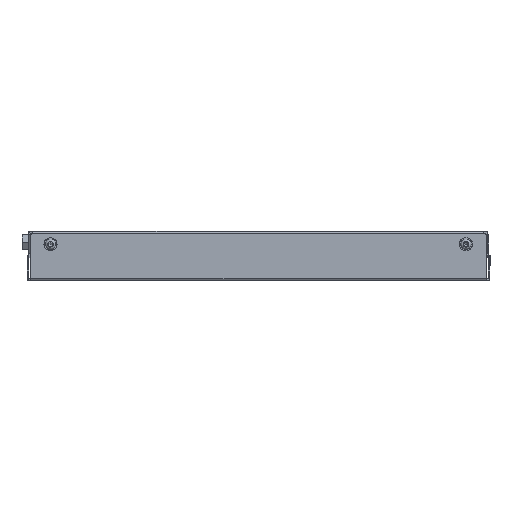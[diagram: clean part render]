
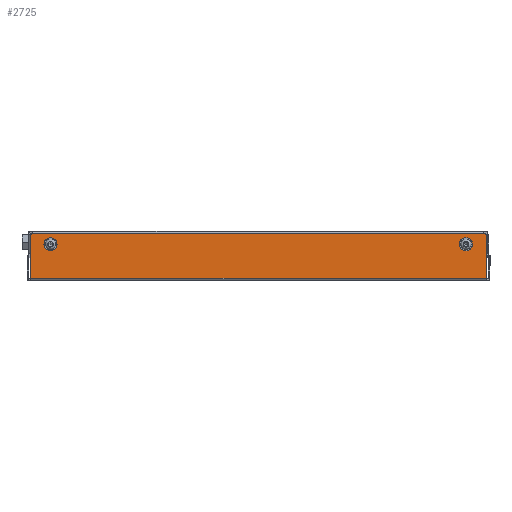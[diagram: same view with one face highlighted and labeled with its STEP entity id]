
A CAD part, top view. The second image highlights one B-rep face of the part: STEP entity #2725.
In plain terms, the highlighted planar face has unit normal (0, 0, 1).
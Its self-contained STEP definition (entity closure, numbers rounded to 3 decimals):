
#15 = VERTEX_POINT ( 'NONE', #7935 ) ;
#89 = ORIENTED_EDGE ( 'NONE', *, *, #3060, .T. ) ;
#115 = CARTESIAN_POINT ( 'NONE',  ( 190.25, -11., 2.45 ) ) ;
#746 = VERTEX_POINT ( 'NONE', #6632 ) ;
#771 = ORIENTED_EDGE ( 'NONE', *, *, #3054, .T. ) ;
#935 = ORIENTED_EDGE ( 'NONE', *, *, #3023, .T. ) ;
#1346 = VERTEX_POINT ( 'NONE', #16907 ) ;
#1611 = ORIENTED_EDGE ( 'NONE', *, *, #3021, .T. ) ;
#1739 = CIRCLE ( 'NONE', #19528, 1. ) ;
#2456 = VERTEX_POINT ( 'NONE', #8980 ) ;
#2696 = EDGE_CURVE ( 'NONE', #15321, #2456, #9529, .T. ) ;
#2719 = LINE ( 'NONE', #9079, #2917 ) ;
#2725 = ADVANCED_FACE ( 'NONE', ( #9000, #9063, #9040 ), #16439, .F. ) ;
#2917 = VECTOR ( 'NONE', #9053, 1000. ) ;
#2994 = EDGE_CURVE ( 'NONE', #19277, #1346, #5781, .T. ) ;
#3021 = EDGE_CURVE ( 'NONE', #1346, #10403, #5397, .T. ) ;
#3023 = EDGE_CURVE ( 'NONE', #10403, #21449, #4777, .T. ) ;
#3034 = VECTOR ( 'NONE', #9305, 1000. ) ;
#3043 = ORIENTED_EDGE ( 'NONE', *, *, #2994, .T. ) ;
#3054 = EDGE_CURVE ( 'NONE', #21449, #19277, #4826, .T. ) ;
#3060 = EDGE_CURVE ( 'NONE', #746, #21962, #4531, .T. ) ;
#3095 = EDGE_CURVE ( 'NONE', #21962, #10350, #4281, .T. ) ;
#3131 = EDGE_CURVE ( 'NONE', #10350, #15, #3848, .T. ) ;
#3162 = LINE ( 'NONE', #9355, #3034 ) ;
#3169 = EDGE_CURVE ( 'NONE', #15, #746, #3732, .T. ) ;
#3189 = EDGE_CURVE ( 'NONE', #2456, #7616, #3499, .T. ) ;
#3194 = EDGE_CURVE ( 'NONE', #7616, #6373, #3607, .T. ) ;
#3227 = EDGE_CURVE ( 'NONE', #6373, #9246, #3162, .T. ) ;
#3231 = EDGE_CURVE ( 'NONE', #4135, #9246, #2719, .T. ) ;
#3421 = ORIENTED_EDGE ( 'NONE', *, *, #3231, .F. ) ;
#3440 = VECTOR ( 'NONE', #10257, 1000. ) ;
#3499 = CIRCLE ( 'NONE', #6018, 1. ) ;
#3607 = LINE ( 'NONE', #10231, #3440 ) ;
#3709 = VECTOR ( 'NONE', #13133, 1000. ) ;
#3732 = CIRCLE ( 'NONE', #15887, 2. ) ;
#3848 = LINE ( 'NONE', #14235, #3709 ) ;
#4135 = VERTEX_POINT ( 'NONE', #22546 ) ;
#4255 = AXIS2_PLACEMENT_3D ( 'NONE', #16287, #16281, #16268 ) ;
#4281 = CIRCLE ( 'NONE', #17438, 2. ) ;
#4294 = ORIENTED_EDGE ( 'NONE', *, *, #3227, .T. ) ;
#4441 = VECTOR ( 'NONE', #15386, 1000. ) ;
#4531 = LINE ( 'NONE', #15077, #4441 ) ;
#4777 = LINE ( 'NONE', #16007, #5067 ) ;
#4826 = CIRCLE ( 'NONE', #19163, 2. ) ;
#5067 = VECTOR ( 'NONE', #15960, 1000. ) ;
#5182 = VECTOR ( 'NONE', #16990, 1000. ) ;
#5397 = CIRCLE ( 'NONE', #4255, 2. ) ;
#5781 = LINE ( 'NONE', #17139, #5182 ) ;
#6018 = AXIS2_PLACEMENT_3D ( 'NONE', #10095, #10007, #9974 ) ;
#6373 = VERTEX_POINT ( 'NONE', #23441 ) ;
#6632 = CARTESIAN_POINT ( 'NONE',  ( -40.35, 6.15, 2.45 ) ) ;
#7616 = VERTEX_POINT ( 'NONE', #16811 ) ;
#7788 = CARTESIAN_POINT ( 'NONE',  ( 181.6, 6.15, 2.45 ) ) ;
#7822 = ORIENTED_EDGE ( 'NONE', *, *, #3194, .T. ) ;
#7935 = CARTESIAN_POINT ( 'NONE',  ( -36.35, 6.15, 2.45 ) ) ;
#8980 = CARTESIAN_POINT ( 'NONE',  ( -47.65, 12.5, 2.45 ) ) ;
#9000 = FACE_BOUND ( 'NONE', #20876, .T. ) ;
#9040 = FACE_OUTER_BOUND ( 'NONE', #21086, .T. ) ;
#9053 = DIRECTION ( 'NONE',  ( 0., -1., 0. ) ) ;
#9063 = FACE_BOUND ( 'NONE', #15212, .T. ) ;
#9079 = CARTESIAN_POINT ( 'NONE',  ( 190.25, 8., 2.45 ) ) ;
#9246 = VERTEX_POINT ( 'NONE', #115 ) ;
#9305 = DIRECTION ( 'NONE',  ( 1., 0., 0. ) ) ;
#9355 = CARTESIAN_POINT ( 'NONE',  ( 122.45, -11., 2.45 ) ) ;
#9529 = LINE ( 'NONE', #22026, #9853 ) ;
#9853 = VECTOR ( 'NONE', #23061, 1000. ) ;
#9974 = DIRECTION ( 'NONE',  ( -1., 0., 0. ) ) ;
#10007 = DIRECTION ( 'NONE',  ( 0., 0., 1. ) ) ;
#10095 = CARTESIAN_POINT ( 'NONE',  ( -47.65, 11.5, 2.45 ) ) ;
#10231 = CARTESIAN_POINT ( 'NONE',  ( -48.65, 8., 2.45 ) ) ;
#10257 = DIRECTION ( 'NONE',  ( 0., -1., 0. ) ) ;
#10350 = VERTEX_POINT ( 'NONE', #21606 ) ;
#10403 = VERTEX_POINT ( 'NONE', #13907 ) ;
#10725 = DIRECTION ( 'NONE',  ( -1., 0., 0. ) ) ;
#10918 = DIRECTION ( 'NONE',  ( 0., 0., -1. ) ) ;
#11078 = CARTESIAN_POINT ( 'NONE',  ( -38.35, 6.15, 2.45 ) ) ;
#13133 = DIRECTION ( 'NONE',  ( 0., -1., 0. ) ) ;
#13590 = DIRECTION ( 'NONE',  ( -1., 0., 0. ) ) ;
#13800 = DIRECTION ( 'NONE',  ( 0., 0., -1. ) ) ;
#13827 = CARTESIAN_POINT ( 'NONE',  ( -38.35, 7.65, 2.45 ) ) ;
#13907 = CARTESIAN_POINT ( 'NONE',  ( 181.6, 7.65, 2.45 ) ) ;
#14235 = CARTESIAN_POINT ( 'NONE',  ( -36.35, 7.65, 2.45 ) ) ;
#14776 = DIRECTION ( 'NONE',  ( -1., 0., 0. ) ) ;
#14903 = DIRECTION ( 'NONE',  ( 0., 0., -1. ) ) ;
#14998 = CARTESIAN_POINT ( 'NONE',  ( 179.6, 6.15, 2.45 ) ) ;
#15077 = CARTESIAN_POINT ( 'NONE',  ( -40.35, 7.65, 2.45 ) ) ;
#15212 = EDGE_LOOP ( 'NONE', ( #89, #21913, #21366, #20357 ) ) ;
#15321 = VERTEX_POINT ( 'NONE', #22149 ) ;
#15386 = DIRECTION ( 'NONE',  ( 0., 1., 0. ) ) ;
#15674 = DIRECTION ( 'NONE',  ( -1., 0., 0. ) ) ;
#15752 = DIRECTION ( 'NONE',  ( 0., 0., 1. ) ) ;
#15781 = CARTESIAN_POINT ( 'NONE',  ( 189.25, 11.5, 2.45 ) ) ;
#15786 = DIRECTION ( 'NONE',  ( -1., 0., 0. ) ) ;
#15875 = DIRECTION ( 'NONE',  ( 0., 0., -1. ) ) ;
#15887 = AXIS2_PLACEMENT_3D ( 'NONE', #11078, #10918, #10725 ) ;
#15960 = DIRECTION ( 'NONE',  ( 0., -1., 0. ) ) ;
#16007 = CARTESIAN_POINT ( 'NONE',  ( 181.6, 7.65, 2.45 ) ) ;
#16190 = CARTESIAN_POINT ( 'NONE',  ( 124.45, -11., 2.45 ) ) ;
#16268 = DIRECTION ( 'NONE',  ( -1., 0., 0. ) ) ;
#16281 = DIRECTION ( 'NONE',  ( 0., 0., -1. ) ) ;
#16287 = CARTESIAN_POINT ( 'NONE',  ( 179.6, 7.65, 2.45 ) ) ;
#16439 = PLANE ( 'NONE',  #22424 ) ;
#16811 = CARTESIAN_POINT ( 'NONE',  ( -48.65, 11.5, 2.45 ) ) ;
#16907 = CARTESIAN_POINT ( 'NONE',  ( 177.6, 7.65, 2.45 ) ) ;
#16990 = DIRECTION ( 'NONE',  ( 0., 1., 0. ) ) ;
#17139 = CARTESIAN_POINT ( 'NONE',  ( 177.6, 7.65, 2.45 ) ) ;
#17438 = AXIS2_PLACEMENT_3D ( 'NONE', #13827, #13800, #13590 ) ;
#18023 = ORIENTED_EDGE ( 'NONE', *, *, #18530, .T. ) ;
#18530 = EDGE_CURVE ( 'NONE', #4135, #15321, #1739, .T. ) ;
#19032 = ORIENTED_EDGE ( 'NONE', *, *, #3189, .T. ) ;
#19163 = AXIS2_PLACEMENT_3D ( 'NONE', #14998, #14903, #14776 ) ;
#19277 = VERTEX_POINT ( 'NONE', #22288 ) ;
#19528 = AXIS2_PLACEMENT_3D ( 'NONE', #15781, #15752, #15674 ) ;
#19594 = ORIENTED_EDGE ( 'NONE', *, *, #2696, .T. ) ;
#20357 = ORIENTED_EDGE ( 'NONE', *, *, #3169, .T. ) ;
#20876 = EDGE_LOOP ( 'NONE', ( #3043, #1611, #935, #771 ) ) ;
#21086 = EDGE_LOOP ( 'NONE', ( #19594, #19032, #7822, #4294, #3421, #18023 ) ) ;
#21366 = ORIENTED_EDGE ( 'NONE', *, *, #3131, .T. ) ;
#21449 = VERTEX_POINT ( 'NONE', #7788 ) ;
#21606 = CARTESIAN_POINT ( 'NONE',  ( -36.35, 7.65, 2.45 ) ) ;
#21740 = CARTESIAN_POINT ( 'NONE',  ( -40.35, 7.65, 2.45 ) ) ;
#21913 = ORIENTED_EDGE ( 'NONE', *, *, #3095, .T. ) ;
#21962 = VERTEX_POINT ( 'NONE', #21740 ) ;
#22026 = CARTESIAN_POINT ( 'NONE',  ( 124.45, 12.5, 2.45 ) ) ;
#22149 = CARTESIAN_POINT ( 'NONE',  ( 189.25, 12.5, 2.45 ) ) ;
#22288 = CARTESIAN_POINT ( 'NONE',  ( 177.6, 6.15, 2.45 ) ) ;
#22424 = AXIS2_PLACEMENT_3D ( 'NONE', #16190, #15875, #15786 ) ;
#22546 = CARTESIAN_POINT ( 'NONE',  ( 190.25, 11.5, 2.45 ) ) ;
#23061 = DIRECTION ( 'NONE',  ( -1., 0., 0. ) ) ;
#23441 = CARTESIAN_POINT ( 'NONE',  ( -48.65, -11., 2.45 ) ) ;
